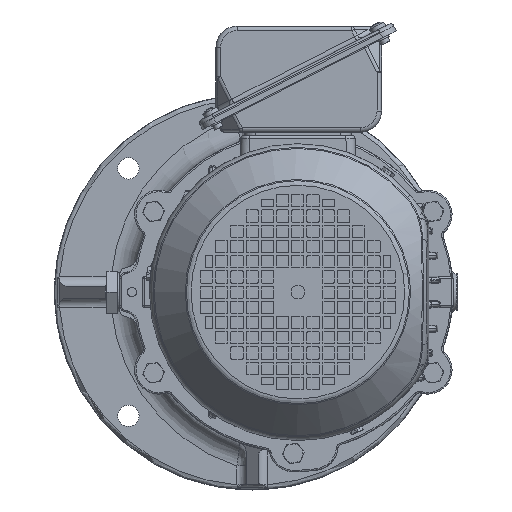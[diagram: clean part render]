
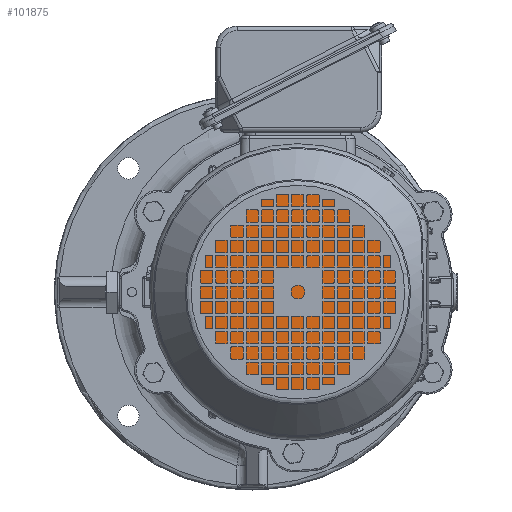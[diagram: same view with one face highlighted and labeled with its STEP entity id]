
A CAD part, left-side view. The second image highlights one B-rep face of the part: STEP entity #101875.
In plain terms, the highlighted planar face has unit normal (-1, 0, 0).
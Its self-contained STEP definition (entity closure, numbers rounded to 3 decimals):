
#6431 = EDGE_LOOP ( 'NONE', ( #30418 ) ) ;
#8973 = CARTESIAN_POINT ( 'NONE',  ( -228.8, -82., 0. ) ) ;
#13541 = AXIS2_PLACEMENT_3D ( 'NONE', #51322, #101318, #15242 ) ;
#15242 = DIRECTION ( 'NONE',  ( 0., -1., 0. ) ) ;
#22700 = CIRCLE ( 'NONE', #48822, 79. ) ;
#30418 = ORIENTED_EDGE ( 'NONE', *, *, #130585, .T. ) ;
#48822 = AXIS2_PLACEMENT_3D ( 'NONE', #96925, #161610, #122264 ) ;
#51322 = CARTESIAN_POINT ( 'NONE',  ( -228.8, 74.2, 0. ) ) ;
#63635 = PLANE ( 'NONE',  #13541 ) ;
#69533 = VERTEX_POINT ( 'NONE', #8973 ) ;
#89807 = FACE_OUTER_BOUND ( 'NONE', #6431, .T. ) ;
#96925 = CARTESIAN_POINT ( 'NONE',  ( -228.8, -3., 0. ) ) ;
#101318 = DIRECTION ( 'NONE',  ( 1., 0., 0. ) ) ;
#101875 = ADVANCED_FACE ( 'NONE', ( #89807 ), #63635, .F. ) ;
#122264 = DIRECTION ( 'NONE',  ( 0., -1., 0. ) ) ;
#130585 = EDGE_CURVE ( 'NONE', #69533, #69533, #22700, .T. ) ;
#161610 = DIRECTION ( 'NONE',  ( -1., 0., 0. ) ) ;
